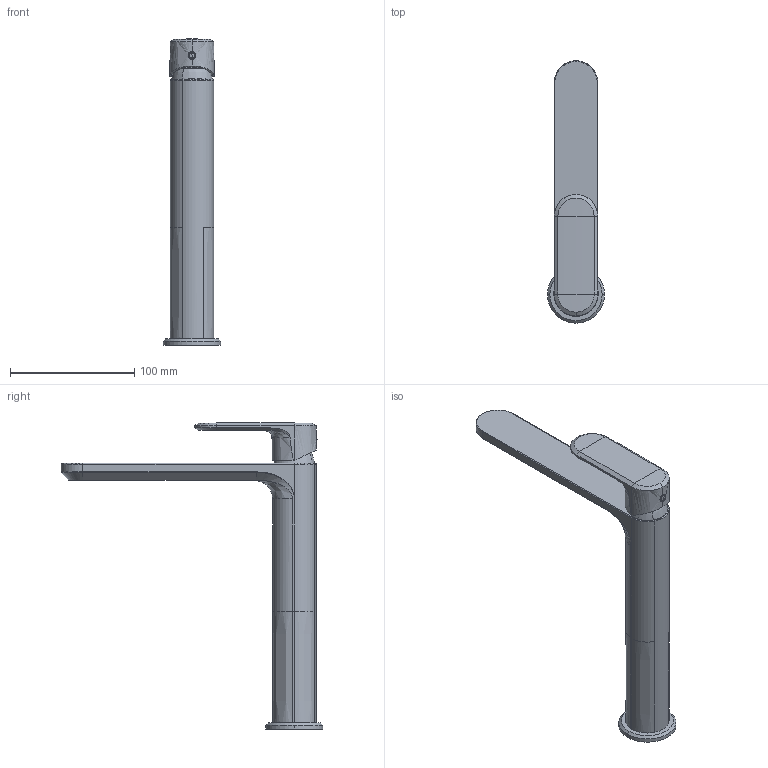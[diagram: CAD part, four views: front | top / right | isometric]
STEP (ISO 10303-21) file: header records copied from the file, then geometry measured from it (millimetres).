
FILE_DESCRIPTION(('CATIA V5 STEP Exchange','CAx-IF Rec.Pracs.--- Model Styling and Organization---1.5--- 2016-08-15','CAx-IF Rec.Pracs.---Supplemental Geometry---1.0---2011-11-01','CAx-IF Rec.Pracs.--- Composite Materials ---3.4---2017-06-13','CAx-IF Rec.Pracs.---Tessellated 3D Geometry---1.0---2015-12-17'),'2;1');
FILE_NAME('LV003544.stp','2024-07-22T08:52:37+00:00',('none'),('none'),'CATIA Version 5-6 Release 2020 SP2','CATIA V5 STEP AP242 v2','none');
FILE_SCHEMA(('AP242_MANAGED_MODEL_BASED_3D_ENGINEERING_MIM_LF {1 0 10303 442 1 1 4}'));
Length unit declared in the file: millimetre
Products named in the file (9): LV00354; P33966; P52335; P32246; P96491; P32234; P50533; P32202; P42743
Assembly tree (8 placements, depth 2):
  LV00354
    P33966
    P52335
    P32246
    P96491
    P32234
    P50533
    P32202
    P42743
Bounding box: 46 x 210.5 x 246 mm (x, y, z)
Volume: 274998.7 mm3; surface area: 71270.8 mm2
Topology: 8 solids, 8 shells, 845 faces, 2062 edges, 1285 vertices
Faces by surface type: plane 522, cylinder 120, bspline 98, cone 50, torus 29, sphere 18, extrusion 6, revolution 2
Entity records: 31814 total; most frequent: CARTESIAN_POINT 13561, ORIENTED_EDGE 4072, DIRECTION 2906, EDGE_CURVE 2036, VECTOR 1422, LINE 1416, VERTEX_POINT 1284, EDGE_LOOP 932
